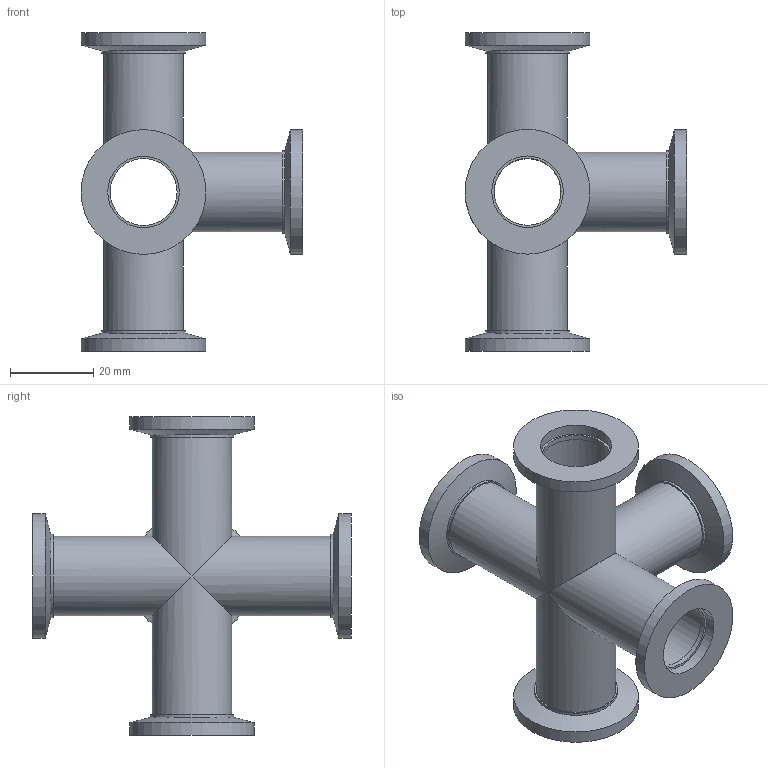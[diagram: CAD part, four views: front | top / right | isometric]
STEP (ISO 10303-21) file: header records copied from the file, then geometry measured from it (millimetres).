
FILE_DESCRIPTION(/* description */ (''),/* implementation_level */ '2;1');
FILE_NAME(/* name */ 'FL-5X16KF.stp',/* time_stamp */ '2019-02-01T08:56:19+00:00',/* author */ ('paul'),/* organization */ (''),/* preprocessor_version */ 'ST-DEVELOPER v17.2',/* originating_system */ 'Autodesk Inventor 2019',/* authorisation */ '');
FILE_SCHEMA (('AUTOMOTIVE_DESIGN { 1 0 10303 214 3 1 1 }'));
Length unit declared in the file: millimetre
Products named in the file (4): FL-5X25KF; Tube; Tube 2; FL-16KF-19W
Assembly tree (10 placements, depth 2):
  FL-5X25KF
    Tube  x4
    FL-16KF-19W  x5
    Tube 2
Bounding box: 53.3 x 76.6 x 76.6 mm (x, y, z)
Volume: 16363.4 mm3; surface area: 24294.4 mm2
Topology: 10 solids, 10 shells, 81 faces, 208 edges, 152 vertices
Faces by surface type: plane 41, cylinder 35, cone 5
Full cylindrical faces by diameter (mm): 16.1 x5, 17.2 x10, 19.1 x5, 19.3 x5, 20 x5, 30 x5
Entity records: 950 total; most frequent: DIRECTION 175, CARTESIAN_POINT 138, ORIENTED_EDGE 118, AXIS2_PLACEMENT_3D 79, EDGE_CURVE 59, VERTEX_POINT 42, EDGE_LOOP 29, CIRCLE 24
